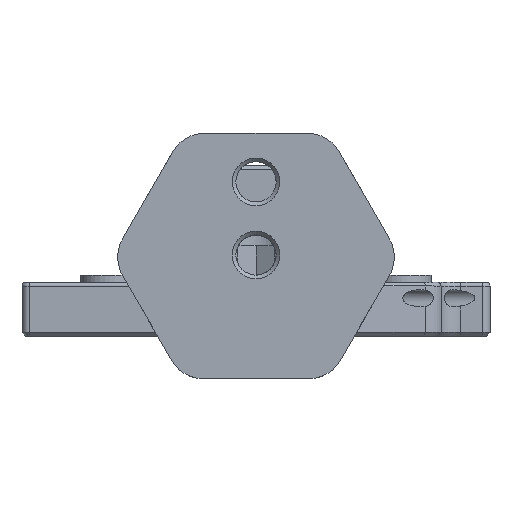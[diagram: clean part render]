
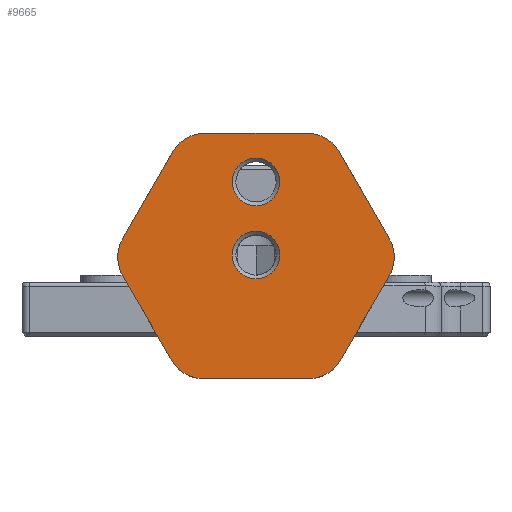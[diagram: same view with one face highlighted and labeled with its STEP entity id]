
A CAD part, top view. The second image highlights one B-rep face of the part: STEP entity #9665.
In plain terms, the highlighted planar face has unit normal (0, 0, 1).
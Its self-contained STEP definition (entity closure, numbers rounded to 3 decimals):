
#219=FACE_BOUND('',#2108,.T.);
#220=FACE_BOUND('',#2109,.T.);
#812=CIRCLE('',#10719,3.25);
#813=CIRCLE('',#10721,5.);
#814=CIRCLE('',#10722,5.);
#815=CIRCLE('',#10723,5.);
#816=CIRCLE('',#10724,5.);
#817=CIRCLE('',#10725,5.);
#818=CIRCLE('',#10726,5.);
#819=CIRCLE('',#10727,3.25);
#1492=FACE_OUTER_BOUND('',#2107,.T.);
#2107=EDGE_LOOP('',(#8460,#8461,#8462,#8463,#8464,#8465,#8466,#8467,#8468,
#8469,#8470,#8471));
#2108=EDGE_LOOP('',(#8472));
#2109=EDGE_LOOP('',(#8473));
#2882=LINE('',#16918,#3711);
#2883=LINE('',#16922,#3712);
#2884=LINE('',#16926,#3713);
#2885=LINE('',#16930,#3714);
#2886=LINE('',#16934,#3715);
#2887=LINE('',#16937,#3716);
#3711=VECTOR('',#13357,10.);
#3712=VECTOR('',#13360,10.);
#3713=VECTOR('',#13363,10.);
#3714=VECTOR('',#13366,10.);
#3715=VECTOR('',#13369,10.);
#3716=VECTOR('',#13372,10.);
#4639=VERTEX_POINT('',#16910);
#4640=VERTEX_POINT('',#16914);
#4641=VERTEX_POINT('',#16915);
#4642=VERTEX_POINT('',#16917);
#4643=VERTEX_POINT('',#16919);
#4644=VERTEX_POINT('',#16921);
#4645=VERTEX_POINT('',#16923);
#4646=VERTEX_POINT('',#16925);
#4647=VERTEX_POINT('',#16927);
#4648=VERTEX_POINT('',#16929);
#4649=VERTEX_POINT('',#16931);
#4650=VERTEX_POINT('',#16933);
#4651=VERTEX_POINT('',#16935);
#4652=VERTEX_POINT('',#16938);
#5945=EDGE_CURVE('',#4639,#4639,#812,.T.);
#5946=EDGE_CURVE('',#4640,#4641,#813,.T.);
#5947=EDGE_CURVE('',#4642,#4640,#2882,.T.);
#5948=EDGE_CURVE('',#4643,#4642,#814,.T.);
#5949=EDGE_CURVE('',#4644,#4643,#2883,.T.);
#5950=EDGE_CURVE('',#4645,#4644,#815,.T.);
#5951=EDGE_CURVE('',#4646,#4645,#2884,.T.);
#5952=EDGE_CURVE('',#4647,#4646,#816,.T.);
#5953=EDGE_CURVE('',#4648,#4647,#2885,.T.);
#5954=EDGE_CURVE('',#4649,#4648,#817,.T.);
#5955=EDGE_CURVE('',#4650,#4649,#2886,.T.);
#5956=EDGE_CURVE('',#4651,#4650,#818,.T.);
#5957=EDGE_CURVE('',#4641,#4651,#2887,.T.);
#5958=EDGE_CURVE('',#4652,#4652,#819,.T.);
#8460=ORIENTED_EDGE('',*,*,#5946,.F.);
#8461=ORIENTED_EDGE('',*,*,#5947,.F.);
#8462=ORIENTED_EDGE('',*,*,#5948,.F.);
#8463=ORIENTED_EDGE('',*,*,#5949,.F.);
#8464=ORIENTED_EDGE('',*,*,#5950,.F.);
#8465=ORIENTED_EDGE('',*,*,#5951,.F.);
#8466=ORIENTED_EDGE('',*,*,#5952,.F.);
#8467=ORIENTED_EDGE('',*,*,#5953,.F.);
#8468=ORIENTED_EDGE('',*,*,#5954,.F.);
#8469=ORIENTED_EDGE('',*,*,#5955,.F.);
#8470=ORIENTED_EDGE('',*,*,#5956,.F.);
#8471=ORIENTED_EDGE('',*,*,#5957,.F.);
#8472=ORIENTED_EDGE('',*,*,#5958,.F.);
#8473=ORIENTED_EDGE('',*,*,#5945,.F.);
#9144=PLANE('',#10720);
#9665=ADVANCED_FACE('',(#1492,#219,#220),#9144,.T.);
#10719=AXIS2_PLACEMENT_3D('',#16912,#13351,#13352);
#10720=AXIS2_PLACEMENT_3D('',#16913,#13353,#13354);
#10721=AXIS2_PLACEMENT_3D('',#16916,#13355,#13356);
#10722=AXIS2_PLACEMENT_3D('',#16920,#13358,#13359);
#10723=AXIS2_PLACEMENT_3D('',#16924,#13361,#13362);
#10724=AXIS2_PLACEMENT_3D('',#16928,#13364,#13365);
#10725=AXIS2_PLACEMENT_3D('',#16932,#13367,#13368);
#10726=AXIS2_PLACEMENT_3D('',#16936,#13370,#13371);
#10727=AXIS2_PLACEMENT_3D('',#16939,#13373,#13374);
#13351=DIRECTION('center_axis',(0.,0.,1.));
#13352=DIRECTION('ref_axis',(1.,0.,0.));
#13353=DIRECTION('center_axis',(0.,0.,1.));
#13354=DIRECTION('ref_axis',(1.,0.,0.));
#13355=DIRECTION('center_axis',(0.,0.,-1.));
#13356=DIRECTION('ref_axis',(0.866,0.5,0.));
#13357=DIRECTION('',(1.,0.,0.));
#13358=DIRECTION('center_axis',(0.,0.,-1.));
#13359=DIRECTION('ref_axis',(0.,1.,0.));
#13360=DIRECTION('',(0.5,0.866,0.));
#13361=DIRECTION('center_axis',(0.,0.,-1.));
#13362=DIRECTION('ref_axis',(-0.866,0.5,0.));
#13363=DIRECTION('',(-0.5,0.866,0.));
#13364=DIRECTION('center_axis',(0.,0.,-1.));
#13365=DIRECTION('ref_axis',(-0.866,-0.5,0.));
#13366=DIRECTION('',(-1.,0.,0.));
#13367=DIRECTION('center_axis',(0.,0.,-1.));
#13368=DIRECTION('ref_axis',(0.,-1.,0.));
#13369=DIRECTION('',(-0.5,-0.866,0.));
#13370=DIRECTION('center_axis',(0.,0.,-1.));
#13371=DIRECTION('ref_axis',(0.866,-0.5,0.));
#13372=DIRECTION('',(0.5,-0.866,0.));
#13373=DIRECTION('center_axis',(0.,0.,1.));
#13374=DIRECTION('ref_axis',(1.,0.,0.));
#16910=CARTESIAN_POINT('',(-3.25,7.202,52.846));
#16912=CARTESIAN_POINT('Origin',(0.,7.202,
52.846));
#16913=CARTESIAN_POINT('Origin',(0.,-2.929,
52.846));
#16914=CARTESIAN_POINT('',(7.026,13.85,52.846));
#16915=CARTESIAN_POINT('',(11.357,11.35,52.846));
#16916=CARTESIAN_POINT('Origin',(7.026,8.85,52.846));
#16917=CARTESIAN_POINT('',(-7.026,13.85,52.846));
#16918=CARTESIAN_POINT('',(3.513,13.85,52.846));
#16919=CARTESIAN_POINT('',(-11.357,11.35,52.846));
#16920=CARTESIAN_POINT('Origin',(-7.026,8.85,52.846));
#16921=CARTESIAN_POINT('',(-18.248,-0.587,52.846));
#16922=CARTESIAN_POINT('',(-13.028,8.454,52.846));
#16923=CARTESIAN_POINT('',(-18.248,-5.587,52.846));
#16924=CARTESIAN_POINT('Origin',(-13.918,-3.087,52.846));
#16925=CARTESIAN_POINT('',(-11.539,-17.207,52.846));
#16926=CARTESIAN_POINT('',(-16.543,-8.541,52.846));
#16927=CARTESIAN_POINT('',(-7.209,-19.707,52.846));
#16928=CARTESIAN_POINT('Origin',(-7.209,-14.707,52.846));
#16929=CARTESIAN_POINT('',(7.209,-19.707,52.846));
#16930=CARTESIAN_POINT('',(-3.605,-19.707,52.846));
#16931=CARTESIAN_POINT('',(11.539,-17.207,52.846));
#16932=CARTESIAN_POINT('Origin',(7.209,-14.707,52.846));
#16933=CARTESIAN_POINT('',(18.248,-5.587,52.846));
#16934=CARTESIAN_POINT('',(13.188,-14.351,52.846));
#16935=CARTESIAN_POINT('',(18.248,-0.587,52.846));
#16936=CARTESIAN_POINT('Origin',(13.918,-3.087,52.846));
#16937=CARTESIAN_POINT('',(16.474,2.486,52.846));
#16938=CARTESIAN_POINT('',(-3.25,-2.798,52.846));
#16939=CARTESIAN_POINT('Origin',(0.,-2.798,
52.846));
